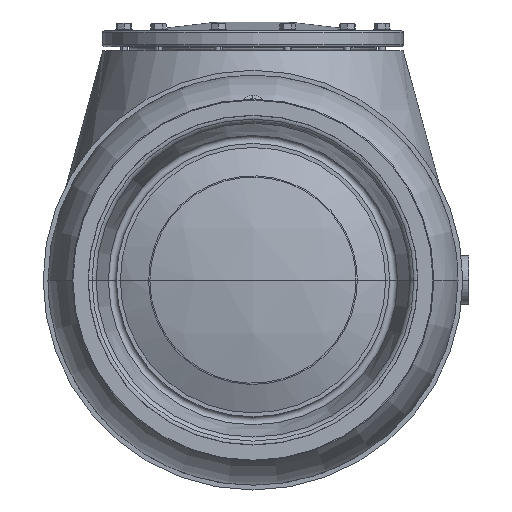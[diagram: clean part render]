
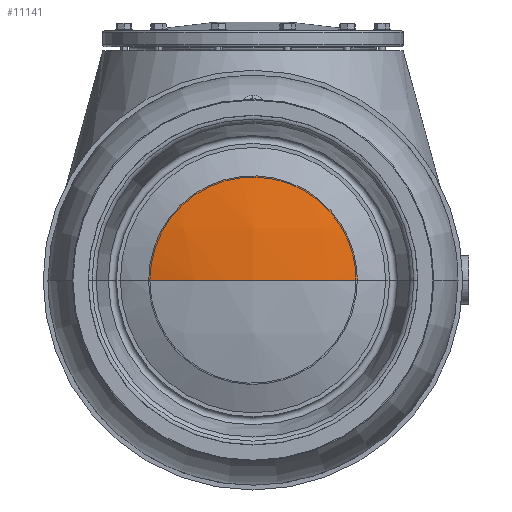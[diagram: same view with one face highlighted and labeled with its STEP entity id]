
A CAD part, front view. The second image highlights one B-rep face of the part: STEP entity #11141.
In plain terms, the highlighted spherical face has radius 510 mm.
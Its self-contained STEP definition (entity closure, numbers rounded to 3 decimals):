
#77 = CARTESIAN_POINT ( 'NONE',  ( 85.724, 16.774, 97.731 ) ) ;
#222 = CARTESIAN_POINT ( 'NONE',  ( 128.886, 16.774, 16.98 ) ) ;
#269 = CARTESIAN_POINT ( 'NONE',  ( -125.573, 16.774, 33.635 ) ) ;
#417 = CARTESIAN_POINT ( 'NONE',  ( -79.129, 16.774, 103.143 ) ) ;
#1254 = CARTESIAN_POINT ( 'NONE',  ( -87.081, 7.014, 0. ) ) ;
#2272 = CARTESIAN_POINT ( 'NONE',  ( 41.798, 16.774, 123.096 ) ) ;
#2410 = CARTESIAN_POINT ( 'NONE',  ( -41.798, 16.774, 123.096 ) ) ;
#2467 = CARTESIAN_POINT ( 'NONE',  ( -129.722, 16.774, 0. ) ) ;
#2614 = CARTESIAN_POINT ( 'NONE',  ( -85.724, 16.774, 97.731 ) ) ;
#2615 = EDGE_CURVE ( 'NONE', #12691, #4803, #15628, .T. ) ;
#2698 = CARTESIAN_POINT ( 'NONE',  ( -129.722, 16.774, 0. ) ) ;
#3118 = B_SPLINE_CURVE_WITH_KNOTS ( 'NONE', 3,
 ( #27847, #6121, #23519, #10505, #21321, #15059 ),
 .UNSPECIFIED., .F., .F.,
 ( 4, 2, 4 ),
 ( 0., 0.5, 1. ),
 .UNSPECIFIED. ) ;
#4803 = VERTEX_POINT ( 'NONE', #6470 ) ;
#5345 = CARTESIAN_POINT ( 'NONE',  ( 0., 0., 0. ) ) ;
#6121 = CARTESIAN_POINT ( 'NONE',  ( 21.86, 0., 0. ) ) ;
#6349 = CARTESIAN_POINT ( 'NONE',  ( 65.01, 16.774, 112.577 ) ) ;
#6470 = CARTESIAN_POINT ( 'NONE',  ( 0., 0., 0. ) ) ;
#6501 = CARTESIAN_POINT ( 'NONE',  ( 112.577, 16.774, 65.01 ) ) ;
#6673 = SPHERICAL_SURFACE ( 'NONE', #15205, 510. ) ;
#7374 = CARTESIAN_POINT ( 'NONE',  ( -129.722, 16.774, 0. ) ) ;
#7953 = EDGE_CURVE ( 'NONE', #12691, #15964, #19138, .T. ) ;
#8563 = DIRECTION ( 'NONE',  ( 0., 0., -1. ) ) ;
#8978 = CARTESIAN_POINT ( 'NONE',  ( 97.731, 16.774, 85.724 ) ) ;
#9172 = CARTESIAN_POINT ( 'NONE',  ( -123.096, 16.774, 41.798 ) ) ;
#9718 = CARTESIAN_POINT ( 'NONE',  ( -21.86, 0., 0. ) ) ;
#9930 = CARTESIAN_POINT ( 'NONE',  ( 129.722, 16.774, 0. ) ) ;
#10505 = CARTESIAN_POINT ( 'NONE',  ( 87.081, 7.014, 0. ) ) ;
#10874 = CARTESIAN_POINT ( 'NONE',  ( 16.98, 16.774, 128.886 ) ) ;
#11141 = ADVANCED_FACE ( 'NONE', ( #13112 ), #6673, .T. ) ;
#11366 = CARTESIAN_POINT ( 'NONE',  ( -129.722, 16.774, 8.49 ) ) ;
#12691 = VERTEX_POINT ( 'NONE', #2698 ) ;
#12947 = CARTESIAN_POINT ( 'NONE',  ( 125.573, 16.774, 33.635 ) ) ;
#13112 = FACE_OUTER_BOUND ( 'NONE', #22272, .T. ) ;
#15059 = CARTESIAN_POINT ( 'NONE',  ( 129.722, 16.774, 0. ) ) ;
#15205 = AXIS2_PLACEMENT_3D ( 'NONE', #15448, #8563, #22001 ) ;
#15427 = CARTESIAN_POINT ( 'NONE',  ( 129.722, 16.774, 0. ) ) ;
#15448 = CARTESIAN_POINT ( 'NONE',  ( 0., 510., 0. ) ) ;
#15568 = CARTESIAN_POINT ( 'NONE',  ( -65.01, 16.774, 112.577 ) ) ;
#15628 = B_SPLINE_CURVE_WITH_KNOTS ( 'NONE', 3,
 ( #7374, #23444, #1254, #27625, #9718, #5345 ),
 .UNSPECIFIED., .F., .F.,
 ( 4, 2, 4 ),
 ( 0., 0.5, 1. ),
 .UNSPECIFIED. ) ;
#15902 = CARTESIAN_POINT ( 'NONE',  ( -103.143, 16.774, 79.129 ) ) ;
#15964 = VERTEX_POINT ( 'NONE', #9930 ) ;
#17599 = CARTESIAN_POINT ( 'NONE',  ( 33.635, 16.774, 125.573 ) ) ;
#17897 = CARTESIAN_POINT ( 'NONE',  ( 57.486, 16.774, 116.598 ) ) ;
#18094 = CARTESIAN_POINT ( 'NONE',  ( -116.598, 16.774, 57.486 ) ) ;
#19138 = B_SPLINE_CURVE_WITH_KNOTS ( 'NONE', 3,
 ( #2467, #11366, #20277, #269, #9172, #18094, #26952, #15902, #24778, #2614, #417, #15568, #28504, #2410, #26467, #24440, #24008, #19803, #10874, #17599, #2272, #17897, #6349, #20072, #77, #8978, #24582, #6501, #26753, #21976, #12947, #222, #24155, #15427 ),
 .UNSPECIFIED., .F., .F.,
 ( 4, 2, 2, 2, 2, 2, 2, 2, 2, 2, 2, 2, 2, 2, 2, 2, 4 ),
 ( 0., 0.063, 0.125, 0.188, 0.25, 0.313, 0.375, 0.438, 0.5, 0.563, 0.625, 0.688, 0.75, 0.813, 0.875, 0.938, 1. ),
 .UNSPECIFIED. ) ;
#19803 = CARTESIAN_POINT ( 'NONE',  ( 8.49, 16.774, 129.722 ) ) ;
#20072 = CARTESIAN_POINT ( 'NONE',  ( 79.129, 16.774, 103.143 ) ) ;
#20115 = ORIENTED_EDGE ( 'NONE', *, *, #7953, .F. ) ;
#20277 = CARTESIAN_POINT ( 'NONE',  ( -128.886, 16.774, 16.98 ) ) ;
#21321 = CARTESIAN_POINT ( 'NONE',  ( 108.58, 11.213, 0. ) ) ;
#21976 = CARTESIAN_POINT ( 'NONE',  ( 123.096, 16.774, 41.798 ) ) ;
#22001 = DIRECTION ( 'NONE',  ( -1., 0., 0. ) ) ;
#22272 = EDGE_LOOP ( 'NONE', ( #26933, #24683, #20115 ) ) ;
#23444 = CARTESIAN_POINT ( 'NONE',  ( -108.58, 11.213, 0. ) ) ;
#23519 = CARTESIAN_POINT ( 'NONE',  ( 43.721, 1.407, 0. ) ) ;
#24008 = CARTESIAN_POINT ( 'NONE',  ( -8.49, 16.774, 129.722 ) ) ;
#24155 = CARTESIAN_POINT ( 'NONE',  ( 129.722, 16.774, 8.49 ) ) ;
#24440 = CARTESIAN_POINT ( 'NONE',  ( -16.98, 16.774, 128.886 ) ) ;
#24582 = CARTESIAN_POINT ( 'NONE',  ( 103.143, 16.774, 79.129 ) ) ;
#24683 = ORIENTED_EDGE ( 'NONE', *, *, #28733, .T. ) ;
#24778 = CARTESIAN_POINT ( 'NONE',  ( -97.731, 16.774, 85.724 ) ) ;
#26467 = CARTESIAN_POINT ( 'NONE',  ( -33.635, 16.774, 125.573 ) ) ;
#26753 = CARTESIAN_POINT ( 'NONE',  ( 116.598, 16.774, 57.486 ) ) ;
#26933 = ORIENTED_EDGE ( 'NONE', *, *, #2615, .T. ) ;
#26952 = CARTESIAN_POINT ( 'NONE',  ( -112.577, 16.774, 65.01 ) ) ;
#27625 = CARTESIAN_POINT ( 'NONE',  ( -43.721, 1.407, 0. ) ) ;
#27847 = CARTESIAN_POINT ( 'NONE',  ( 0., 0., 0. ) ) ;
#28504 = CARTESIAN_POINT ( 'NONE',  ( -57.486, 16.774, 116.598 ) ) ;
#28733 = EDGE_CURVE ( 'NONE', #4803, #15964, #3118, .T. ) ;
